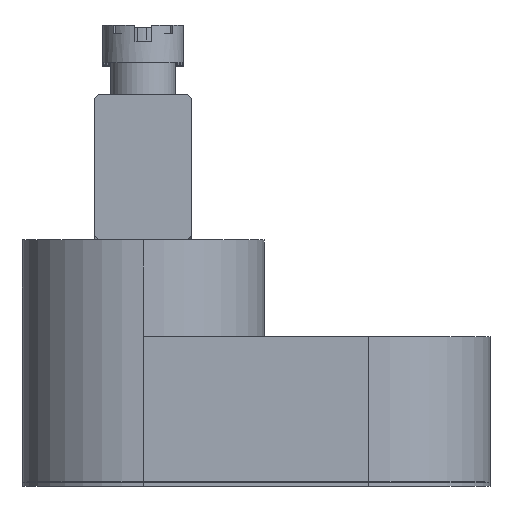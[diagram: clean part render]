
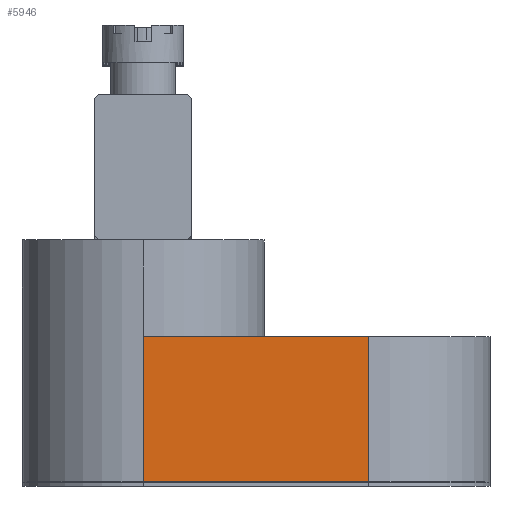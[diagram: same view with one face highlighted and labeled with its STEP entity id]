
A CAD part, top view. The second image highlights one B-rep face of the part: STEP entity #5946.
In plain terms, the highlighted planar face has unit normal (0, 0, 1).
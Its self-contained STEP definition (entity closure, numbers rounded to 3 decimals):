
#518 = CARTESIAN_POINT ( 'NONE',  ( -14.5, 0., 7.5 ) ) ;
#713 = VERTEX_POINT ( 'NONE', #6449 ) ;
#981 = LINE ( 'NONE', #518, #5494 ) ;
#1194 = DIRECTION ( 'NONE',  ( 0., 0., -1. ) ) ;
#1279 = VECTOR ( 'NONE', #10671, 1000. ) ;
#1393 = EDGE_CURVE ( 'NONE', #1855, #10497, #10876, .T. ) ;
#1394 = EDGE_CURVE ( 'NONE', #713, #10497, #3641, .T. ) ;
#1409 = EDGE_CURVE ( 'NONE', #6918, #713, #8568, .T. ) ;
#1413 = EDGE_CURVE ( 'NONE', #6918, #1855, #981, .T. ) ;
#1855 = VERTEX_POINT ( 'NONE', #9320 ) ;
#2020 = AXIS2_PLACEMENT_3D ( 'NONE', #10198, #1194, #7555 ) ;
#3360 = VECTOR ( 'NONE', #6839, 1000. ) ;
#3641 = LINE ( 'NONE', #5005, #8282 ) ;
#3717 = FACE_OUTER_BOUND ( 'NONE', #9173, .T. ) ;
#4132 = DIRECTION ( 'NONE',  ( 1., 0., 0. ) ) ;
#4839 = CARTESIAN_POINT ( 'NONE',  ( 7., 9., 7.5 ) ) ;
#5005 = CARTESIAN_POINT ( 'NONE',  ( -14.5, 9., 7.5 ) ) ;
#5298 = ORIENTED_EDGE ( 'NONE', *, *, #1394, .F. ) ;
#5494 = VECTOR ( 'NONE', #4132, 1000. ) ;
#5602 = ORIENTED_EDGE ( 'NONE', *, *, #1409, .F. ) ;
#5946 = ADVANCED_FACE ( 'NONE', ( #3717 ), #7512, .F. ) ;
#6097 = CARTESIAN_POINT ( 'NONE',  ( -7., 0., 7.5 ) ) ;
#6449 = CARTESIAN_POINT ( 'NONE',  ( -7., 9., 7.5 ) ) ;
#6839 = DIRECTION ( 'NONE',  ( 0., 1., 0. ) ) ;
#6918 = VERTEX_POINT ( 'NONE', #6097 ) ;
#7500 = ORIENTED_EDGE ( 'NONE', *, *, #1393, .T. ) ;
#7512 = PLANE ( 'NONE',  #2020 ) ;
#7555 = DIRECTION ( 'NONE',  ( -1., 0., 0. ) ) ;
#8029 = CARTESIAN_POINT ( 'NONE',  ( 7., -10.607, 7.5 ) ) ;
#8088 = ORIENTED_EDGE ( 'NONE', *, *, #1413, .T. ) ;
#8282 = VECTOR ( 'NONE', #11543, 1000. ) ;
#8568 = LINE ( 'NONE', #11323, #3360 ) ;
#9173 = EDGE_LOOP ( 'NONE', ( #7500, #5298, #5602, #8088 ) ) ;
#9320 = CARTESIAN_POINT ( 'NONE',  ( 7., 0., 7.5 ) ) ;
#10198 = CARTESIAN_POINT ( 'NONE',  ( -14.5, 9., 7.5 ) ) ;
#10497 = VERTEX_POINT ( 'NONE', #4839 ) ;
#10671 = DIRECTION ( 'NONE',  ( 0., 1., 0. ) ) ;
#10876 = LINE ( 'NONE', #8029, #1279 ) ;
#11323 = CARTESIAN_POINT ( 'NONE',  ( -7., -10.607, 7.5 ) ) ;
#11543 = DIRECTION ( 'NONE',  ( 1., 0., 0. ) ) ;
